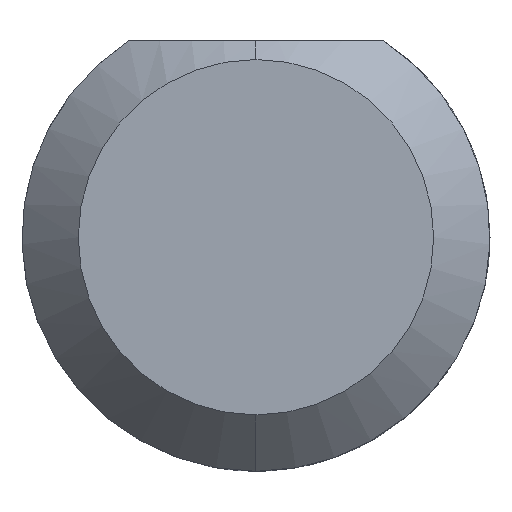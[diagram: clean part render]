
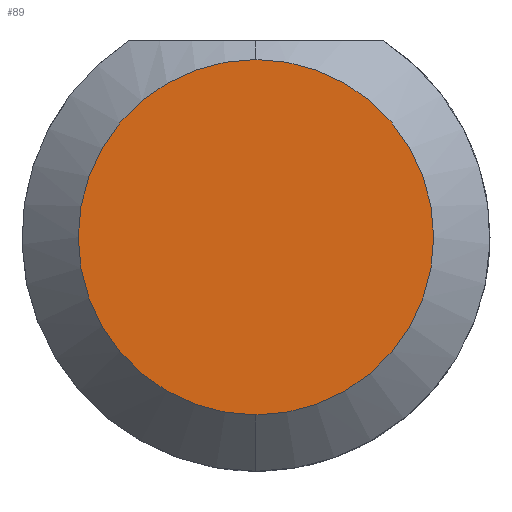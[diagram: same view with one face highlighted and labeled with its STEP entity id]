
A CAD part, left-side view. The second image highlights one B-rep face of the part: STEP entity #89.
In plain terms, the highlighted planar face has unit normal (-1, 0, 0).
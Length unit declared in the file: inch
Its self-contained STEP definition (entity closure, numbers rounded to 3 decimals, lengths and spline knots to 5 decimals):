
#10 = CARTESIAN_POINT ( 'NONE',  ( 0., 0., -0.04735 ) ) ;
#57 = AXIS2_PLACEMENT_3D ( 'NONE', #516, #436, #245 ) ;
#78 = EDGE_CURVE ( 'NONE', #544, #533, #437, .T. ) ;
#89 = ADVANCED_FACE ( 'NONE', ( #251 ), #140, .F. ) ;
#92 = CARTESIAN_POINT ( 'NONE',  ( 0., 0., 0. ) ) ;
#109 = AXIS2_PLACEMENT_3D ( 'NONE', #92, #418, #391 ) ;
#140 = PLANE ( 'NONE',  #57 ) ;
#146 = EDGE_LOOP ( 'NONE', ( #213, #578 ) ) ;
#175 = CARTESIAN_POINT ( 'NONE',  ( 0., 0., 0.04735 ) ) ;
#180 = EDGE_CURVE ( 'NONE', #533, #544, #212, .T. ) ;
#212 = CIRCLE ( 'NONE', #492, 0.04735 ) ;
#213 = ORIENTED_EDGE ( 'NONE', *, *, #180, .T. ) ;
#245 = DIRECTION ( 'NONE',  ( 0., 0., -1. ) ) ;
#251 = FACE_OUTER_BOUND ( 'NONE', #146, .T. ) ;
#297 = DIRECTION ( 'NONE',  ( -1., 0., 0. ) ) ;
#340 = DIRECTION ( 'NONE',  ( 0., 0., 1. ) ) ;
#391 = DIRECTION ( 'NONE',  ( 0., 0., 1. ) ) ;
#418 = DIRECTION ( 'NONE',  ( -1., 0., 0. ) ) ;
#436 = DIRECTION ( 'NONE',  ( 1., 0., 0. ) ) ;
#437 = CIRCLE ( 'NONE', #109, 0.04735 ) ;
#492 = AXIS2_PLACEMENT_3D ( 'NONE', #522, #297, #340 ) ;
#516 = CARTESIAN_POINT ( 'NONE',  ( 0., 0., 0. ) ) ;
#522 = CARTESIAN_POINT ( 'NONE',  ( 0., 0., 0. ) ) ;
#533 = VERTEX_POINT ( 'NONE', #10 ) ;
#544 = VERTEX_POINT ( 'NONE', #175 ) ;
#578 = ORIENTED_EDGE ( 'NONE', *, *, #78, .T. ) ;
